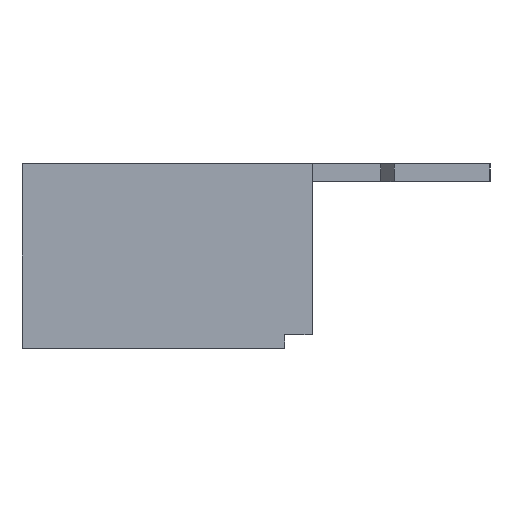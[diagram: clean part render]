
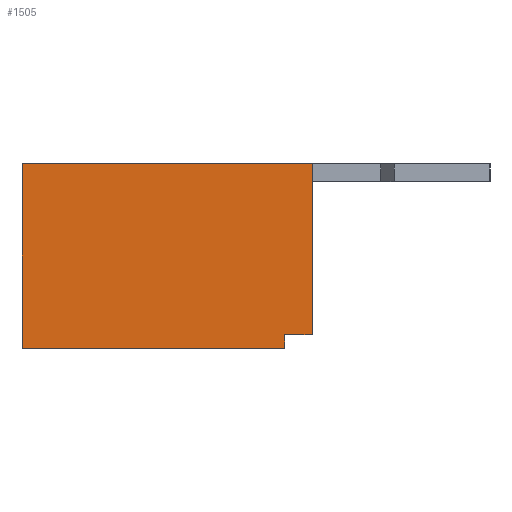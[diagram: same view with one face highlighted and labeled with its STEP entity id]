
A CAD part, left-side view. The second image highlights one B-rep face of the part: STEP entity #1505.
In plain terms, the highlighted planar face has unit normal (-1, 0, 0).
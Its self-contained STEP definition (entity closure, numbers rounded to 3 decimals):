
#1505=ADVANCED_FACE('',(#3916),#3917,.T.);
#2985=VERTEX_POINT('',#5397);
#2989=VERTEX_POINT('',#5401);
#2991=EDGE_CURVE('',#2989,#2985,#5403,.T.);
#3087=VERTEX_POINT('',#5499);
#3091=EDGE_CURVE('',#2985,#3087,#5503,.T.);
#3205=VERTEX_POINT('',#5617);
#3209=VERTEX_POINT('',#5621);
#3211=EDGE_CURVE('',#3209,#3205,#5623,.T.);
#3295=VERTEX_POINT('',#5707);
#3297=EDGE_CURVE('',#3295,#2989,#5709,.T.);
#3301=EDGE_CURVE('',#3205,#3295,#5713,.T.);
#3305=EDGE_CURVE('',#3087,#3209,#5717,.T.);
#3916=FACE_OUTER_BOUND('',#6318,.T.);
#3917=PLANE('',#6319);
#5397=CARTESIAN_POINT('',(0.0,13.0,13.5));
#5401=CARTESIAN_POINT('',(0.0,13.0,1.0));
#5403=LINE('',#8666,#8667);
#5499=CARTESIAN_POINT('',(0.0,34.2,13.5));
#5503=LINE('',#8822,#8823);
#5617=CARTESIAN_POINT('',(0.0,15.0,0.0));
#5621=CARTESIAN_POINT('',(0.0,34.2,0.0));
#5623=LINE('',#9012,#9013);
#5707=CARTESIAN_POINT('',(0.0,15.0,1.0));
#5709=LINE('',#9158,#9159);
#5713=LINE('',#9166,#9167);
#5717=LINE('',#9174,#9175);
#6318=EDGE_LOOP('',(#11025,#11026,#11027,#11028,#11029,#11030));
#6319=AXIS2_PLACEMENT_3D('',#11031,#11032,#11033);
#8666=CARTESIAN_POINT('',(0.0,13.0,1.0));
#8667=VECTOR('',#11524,1.0);
#8822=CARTESIAN_POINT('',(0.0,13.0,13.5));
#8823=VECTOR('',#11552,1.0);
#9012=CARTESIAN_POINT('',(0.0,34.2,0.0));
#9013=VECTOR('',#11587,1.0);
#9158=CARTESIAN_POINT('',(0.0,15.0,1.0));
#9159=VECTOR('',#11617,1.0);
#9166=CARTESIAN_POINT('',(0.0,15.0,0.0));
#9167=VECTOR('',#11619,1.0);
#9174=CARTESIAN_POINT('',(0.0,34.2,13.5));
#9175=VECTOR('',#11621,1.0);
#11025=ORIENTED_EDGE('',*,*,#3305,.T.);
#11026=ORIENTED_EDGE('',*,*,#3211,.T.);
#11027=ORIENTED_EDGE('',*,*,#3301,.T.);
#11028=ORIENTED_EDGE('',*,*,#3297,.T.);
#11029=ORIENTED_EDGE('',*,*,#2991,.T.);
#11030=ORIENTED_EDGE('',*,*,#3091,.T.);
#11031=CARTESIAN_POINT('',(0.0,23.629,6.779));
#11032=DIRECTION('',(-1.0,0.0,0.0));
#11033=DIRECTION('',(0.0,1.0,0.0));
#11524=DIRECTION('',(0.0,0.0,1.0));
#11552=DIRECTION('',(0.0,1.0,0.0));
#11587=DIRECTION('',(0.0,-1.0,0.0));
#11617=DIRECTION('',(0.0,-1.0,0.0));
#11619=DIRECTION('',(0.0,0.0,1.0));
#11621=DIRECTION('',(0.0,0.0,-1.0));
